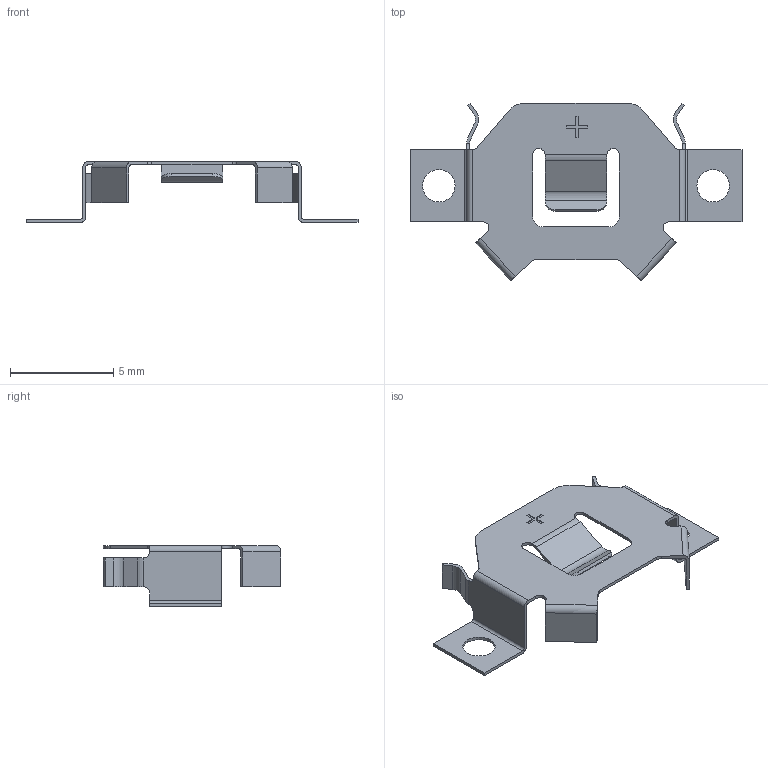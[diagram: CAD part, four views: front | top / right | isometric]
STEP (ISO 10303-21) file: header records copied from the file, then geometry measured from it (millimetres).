
FILE_DESCRIPTION(('FreeCAD Model'),'2;1');
FILE_NAME('3030.step','2020-03-15T18:49:32',( 'kicad StepUp'),('ksu MCAD'),'Open CASCADE STEP processor 7.3', 'FreeCAD','Unknown');
FILE_SCHEMA(('AUTOMOTIVE_DESIGN { 1 0 10303 214 1 1 1 1 }'));
Length unit declared in the file: millimetre
Products named in the file (1): 3030
Bounding box: 16.1 x 8.61 x 2.95 mm (x, y, z)
Volume: 17.7 mm3; surface area: 249 mm2
Topology: 1 solids, 1 shells, 115 faces, 316 edges, 204 vertices
Faces by surface type: plane 69, cylinder 46
Entity records: 3675 total; most frequent: DIRECTION 640, CARTESIAN_POINT 636, ORIENTED_EDGE 632, EDGE_CURVE 316, LINE 224, VECTOR 224, AXIS2_PLACEMENT_3D 208, VERTEX_POINT 204
